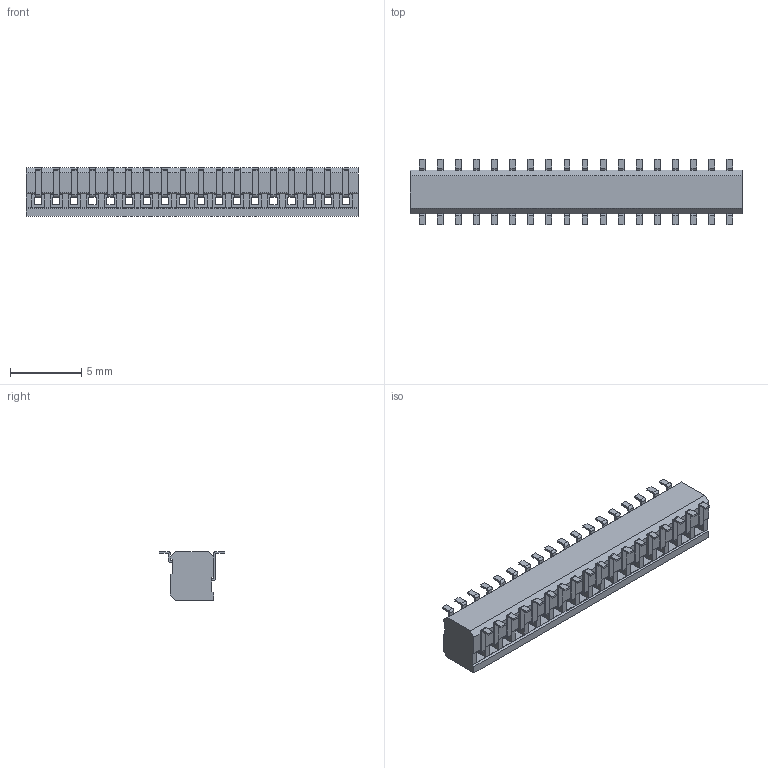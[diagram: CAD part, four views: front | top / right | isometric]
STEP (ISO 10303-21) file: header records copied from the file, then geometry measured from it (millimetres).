
FILE_DESCRIPTION(/* description */ ('STEP AP203'),/* implementation_level */ '2;1');
FILE_NAME(/* name */ 'CLP-118-02-F-DH',/* time_stamp */ '2023-04-20T10:43:12+02:00',/* author */ ('License CC BY-ND 4.0'),/* organization */ ('CADENAS'),/* preprocessor_version */ 'ST-DEVELOPER v19.3',/* originating_system */ 'PARTsolutions',/* authorisation */ ' ');
FILE_SCHEMA (('CONFIG_CONTROL_DESIGN'));
Length unit declared in the file: inch
Products named in the file (4): CLP-118-02-F-DH; C-70-05-118_Pin_dh; C-70-04-118_Pin_2_dh; CLP-118-2-F-DH_terminal
Assembly tree (3 placements, depth 2):
  CLP-118-02-F-DH
    C-70-05-118_Pin_dh
    C-70-04-118_Pin_2_dh
    CLP-118-2-F-DH_terminal
Bounding box: 23.29 x 4.57 x 3.43 mm (x, y, z)
Volume: 164.9 mm3; surface area: 766.5 mm2
Topology: 3 solids, 3 shells, 849 faces, 2285 edges, 1478 vertices
Faces by surface type: plane 705, cylinder 144
Entity records: 26295 total; most frequent: CARTESIAN_POINT 4616, ORIENTED_EDGE 4570, DIRECTION 4279, EDGE_CURVE 2285, LINE 1997, VECTOR 1997, VERTEX_POINT 1478, AXIS2_PLACEMENT_3D 1141
